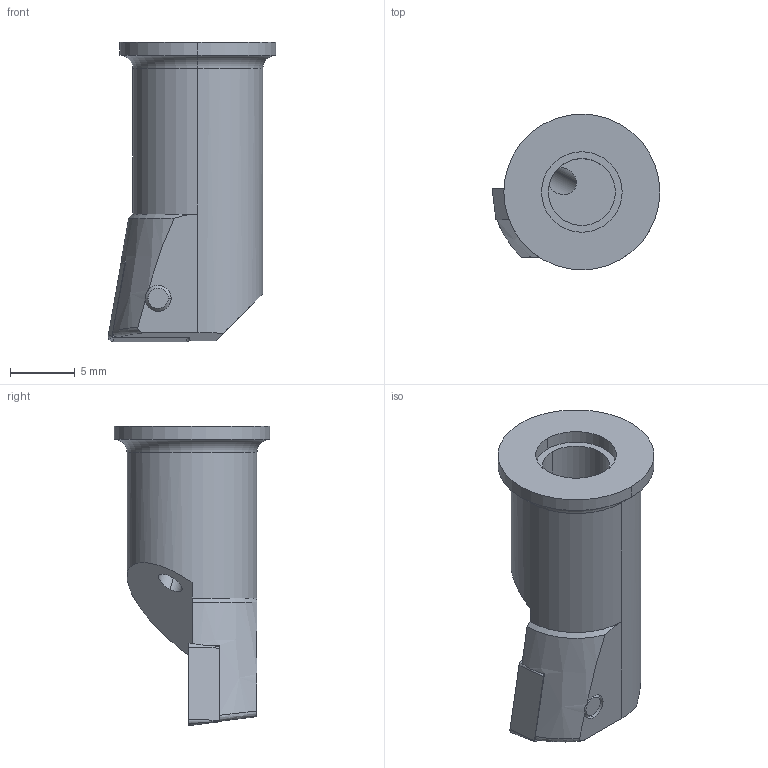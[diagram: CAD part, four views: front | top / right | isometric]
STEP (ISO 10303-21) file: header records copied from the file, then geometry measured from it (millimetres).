
FILE_DESCRIPTION(('no description'),'unknown implementation level');
FILE_NAME('D833957E-3E4E-426D-92C3-87E997AF03F9_export.stp',' ',('CIMSOURCE GmbH'),('CADClick - KiM GmbH - www.kimweb.de'),'unknown preprocess','ACIS','unknown authorization');
FILE_SCHEMA(('automotive_design'));
Length unit declared in the file: millimetre
Products named in the file (3): 615.421|694.120 ETL M2.5x5.2 T7 IP 10S;Kreismuster1; 615.421|Wendeplatte CCMT 060204;Schnitt-Rotation1; 615.421|615.421 Wendeplattenhalter E14 CC06;NONE
Bounding box: 12.9 x 12 x 23.03 mm (x, y, z)
Volume: 1301.5 mm3; surface area: 1265.3 mm2
Topology: 3 solids, 3 shells, 89 faces, 224 edges, 142 vertices
Faces by surface type: cylinder 40, plane 24, cone 16, torus 8, bspline 1
Entity records: 5933 total; most frequent: CARTESIAN_POINT 1080, DIRECTION 522, STYLED_ITEM 458, PRESENTATION_STYLE_ASSIGNMENT 458, COLOUR_RGB 458, ORIENTED_EDGE 448, EDGE_CURVE 224, CURVE_STYLE 224
